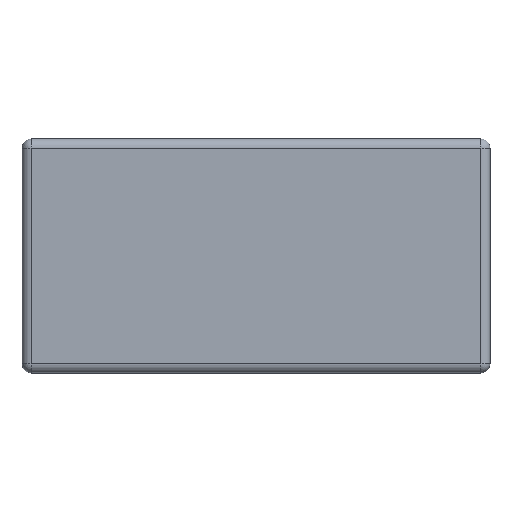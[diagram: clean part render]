
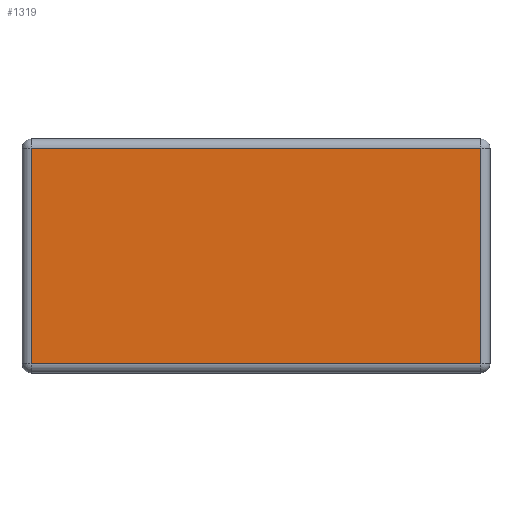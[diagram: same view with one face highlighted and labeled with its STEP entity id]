
A CAD part, top view. The second image highlights one B-rep face of the part: STEP entity #1319.
In plain terms, the highlighted planar face has unit normal (0, 0, 1).
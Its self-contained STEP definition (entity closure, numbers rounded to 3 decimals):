
#602 = CYLINDRICAL_SURFACE('',#603,1.);
#603 = AXIS2_PLACEMENT_3D('',#604,#605,#606);
#604 = CARTESIAN_POINT('',(0.,1.,10.2));
#605 = DIRECTION('',(1.,0.,0.));
#606 = DIRECTION('',(0.,-1.,-0.));
#950 = VERTEX_POINT('',#951);
#951 = CARTESIAN_POINT('',(1.,1.,11.2));
#971 = EDGE_CURVE('',#950,#972,#974,.T.);
#972 = VERTEX_POINT('',#973);
#973 = CARTESIAN_POINT('',(49.8,1.,11.2));
#974 = SURFACE_CURVE('',#975,(#979,#986),.PCURVE_S1.);
#975 = LINE('',#976,#977);
#976 = CARTESIAN_POINT('',(0.,1.,11.2));
#977 = VECTOR('',#978,1.);
#978 = DIRECTION('',(1.,0.,0.));
#979 = PCURVE('',#602,#980);
#980 = DEFINITIONAL_REPRESENTATION('',(#981),#985);
#981 = LINE('',#982,#983);
#982 = CARTESIAN_POINT('',(-1.571,0.));
#983 = VECTOR('',#984,1.);
#984 = DIRECTION('',(-0.,1.));
#985 = ( GEOMETRIC_REPRESENTATION_CONTEXT(2) 
PARAMETRIC_REPRESENTATION_CONTEXT() REPRESENTATION_CONTEXT('2D SPACE',''
  ) );
#986 = PCURVE('',#987,#992);
#987 = PLANE('',#988);
#988 = AXIS2_PLACEMENT_3D('',#989,#990,#991);
#989 = CARTESIAN_POINT('',(25.4,12.7,11.2));
#990 = DIRECTION('',(0.,0.,1.));
#991 = DIRECTION('',(1.,0.,0.));
#992 = DEFINITIONAL_REPRESENTATION('',(#993),#997);
#993 = LINE('',#994,#995);
#994 = CARTESIAN_POINT('',(-25.4,-11.7));
#995 = VECTOR('',#996,1.);
#996 = DIRECTION('',(1.,0.));
#997 = ( GEOMETRIC_REPRESENTATION_CONTEXT(2) 
PARAMETRIC_REPRESENTATION_CONTEXT() REPRESENTATION_CONTEXT('2D SPACE',''
  ) );
#1061 = CYLINDRICAL_SURFACE('',#1062,1.);
#1062 = AXIS2_PLACEMENT_3D('',#1063,#1064,#1065);
#1063 = CARTESIAN_POINT('',(1.,25.4,10.2));
#1064 = DIRECTION('',(0.,-1.,0.));
#1065 = DIRECTION('',(-1.,0.,0.));
#1095 = CYLINDRICAL_SURFACE('',#1096,1.);
#1096 = AXIS2_PLACEMENT_3D('',#1097,#1098,#1099);
#1097 = CARTESIAN_POINT('',(49.8,0.,10.2));
#1098 = DIRECTION('',(0.,1.,0.));
#1099 = DIRECTION('',(1.,0.,-0.));
#1257 = CYLINDRICAL_SURFACE('',#1258,1.);
#1258 = AXIS2_PLACEMENT_3D('',#1259,#1260,#1261);
#1259 = CARTESIAN_POINT('',(50.8,24.4,10.2));
#1260 = DIRECTION('',(-1.,0.,0.));
#1261 = DIRECTION('',(0.,1.,-0.));
#1319 = ADVANCED_FACE('',(#1320),#987,.T.);
#1320 = FACE_BOUND('',#1321,.T.);
#1321 = EDGE_LOOP('',(#1322,#1323,#1346,#1369));
#1322 = ORIENTED_EDGE('',*,*,#971,.T.);
#1323 = ORIENTED_EDGE('',*,*,#1324,.T.);
#1324 = EDGE_CURVE('',#972,#1325,#1327,.T.);
#1325 = VERTEX_POINT('',#1326);
#1326 = CARTESIAN_POINT('',(49.8,24.4,11.2));
#1327 = SURFACE_CURVE('',#1328,(#1332,#1339),.PCURVE_S1.);
#1328 = LINE('',#1329,#1330);
#1329 = CARTESIAN_POINT('',(49.8,0.,11.2));
#1330 = VECTOR('',#1331,1.);
#1331 = DIRECTION('',(0.,1.,0.));
#1332 = PCURVE('',#987,#1333);
#1333 = DEFINITIONAL_REPRESENTATION('',(#1334),#1338);
#1334 = LINE('',#1335,#1336);
#1335 = CARTESIAN_POINT('',(24.4,-12.7));
#1336 = VECTOR('',#1337,1.);
#1337 = DIRECTION('',(0.,1.));
#1338 = ( GEOMETRIC_REPRESENTATION_CONTEXT(2) 
PARAMETRIC_REPRESENTATION_CONTEXT() REPRESENTATION_CONTEXT('2D SPACE',''
  ) );
#1339 = PCURVE('',#1095,#1340);
#1340 = DEFINITIONAL_REPRESENTATION('',(#1341),#1345);
#1341 = LINE('',#1342,#1343);
#1342 = CARTESIAN_POINT('',(-1.571,0.));
#1343 = VECTOR('',#1344,1.);
#1344 = DIRECTION('',(-0.,1.));
#1345 = ( GEOMETRIC_REPRESENTATION_CONTEXT(2) 
PARAMETRIC_REPRESENTATION_CONTEXT() REPRESENTATION_CONTEXT('2D SPACE',''
  ) );
#1346 = ORIENTED_EDGE('',*,*,#1347,.T.);
#1347 = EDGE_CURVE('',#1325,#1348,#1350,.T.);
#1348 = VERTEX_POINT('',#1349);
#1349 = CARTESIAN_POINT('',(1.,24.4,11.2));
#1350 = SURFACE_CURVE('',#1351,(#1355,#1362),.PCURVE_S1.);
#1351 = LINE('',#1352,#1353);
#1352 = CARTESIAN_POINT('',(50.8,24.4,11.2));
#1353 = VECTOR('',#1354,1.);
#1354 = DIRECTION('',(-1.,0.,0.));
#1355 = PCURVE('',#987,#1356);
#1356 = DEFINITIONAL_REPRESENTATION('',(#1357),#1361);
#1357 = LINE('',#1358,#1359);
#1358 = CARTESIAN_POINT('',(25.4,11.7));
#1359 = VECTOR('',#1360,1.);
#1360 = DIRECTION('',(-1.,0.));
#1361 = ( GEOMETRIC_REPRESENTATION_CONTEXT(2) 
PARAMETRIC_REPRESENTATION_CONTEXT() REPRESENTATION_CONTEXT('2D SPACE',''
  ) );
#1362 = PCURVE('',#1257,#1363);
#1363 = DEFINITIONAL_REPRESENTATION('',(#1364),#1368);
#1364 = LINE('',#1365,#1366);
#1365 = CARTESIAN_POINT('',(-1.571,0.));
#1366 = VECTOR('',#1367,1.);
#1367 = DIRECTION('',(-0.,1.));
#1368 = ( GEOMETRIC_REPRESENTATION_CONTEXT(2) 
PARAMETRIC_REPRESENTATION_CONTEXT() REPRESENTATION_CONTEXT('2D SPACE',''
  ) );
#1369 = ORIENTED_EDGE('',*,*,#1370,.T.);
#1370 = EDGE_CURVE('',#1348,#950,#1371,.T.);
#1371 = SURFACE_CURVE('',#1372,(#1376,#1383),.PCURVE_S1.);
#1372 = LINE('',#1373,#1374);
#1373 = CARTESIAN_POINT('',(1.,25.4,11.2));
#1374 = VECTOR('',#1375,1.);
#1375 = DIRECTION('',(0.,-1.,0.));
#1376 = PCURVE('',#987,#1377);
#1377 = DEFINITIONAL_REPRESENTATION('',(#1378),#1382);
#1378 = LINE('',#1379,#1380);
#1379 = CARTESIAN_POINT('',(-24.4,12.7));
#1380 = VECTOR('',#1381,1.);
#1381 = DIRECTION('',(0.,-1.));
#1382 = ( GEOMETRIC_REPRESENTATION_CONTEXT(2) 
PARAMETRIC_REPRESENTATION_CONTEXT() REPRESENTATION_CONTEXT('2D SPACE',''
  ) );
#1383 = PCURVE('',#1061,#1384);
#1384 = DEFINITIONAL_REPRESENTATION('',(#1385),#1389);
#1385 = LINE('',#1386,#1387);
#1386 = CARTESIAN_POINT('',(-1.571,0.));
#1387 = VECTOR('',#1388,1.);
#1388 = DIRECTION('',(-0.,1.));
#1389 = ( GEOMETRIC_REPRESENTATION_CONTEXT(2) 
PARAMETRIC_REPRESENTATION_CONTEXT() REPRESENTATION_CONTEXT('2D SPACE',''
  ) );
